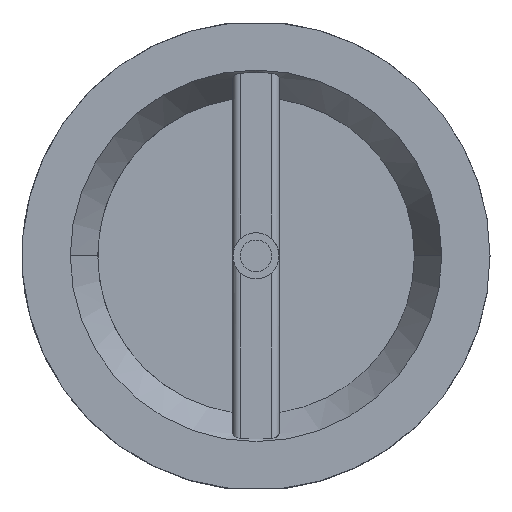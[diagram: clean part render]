
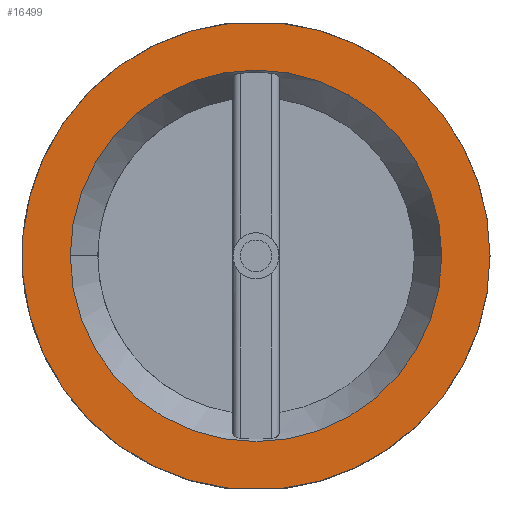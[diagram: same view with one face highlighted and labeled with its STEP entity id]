
A CAD part, top view. The second image highlights one B-rep face of the part: STEP entity #16499.
In plain terms, the highlighted planar face has unit normal (0, 0, 1).
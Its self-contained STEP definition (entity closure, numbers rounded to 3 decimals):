
#16 = CARTESIAN_POINT ( 'NONE',  ( 18., -161.5, 0. ) ) ;
#17 = DIRECTION ( 'NONE',  ( 1., 0., 0. ) ) ;
#18 = DIRECTION ( 'NONE',  ( 0., 0., 1. ) ) ;
#19 = CARTESIAN_POINT ( 'NONE',  ( 0., 0., 0. ) ) ;
#20 = AXIS2_PLACEMENT_3D ( 'NONE', #19, #18, #17 ) ;
#21 = CIRCLE ( 'NONE', #20, 162.5 ) ;
#277 = CARTESIAN_POINT ( 'NONE',  ( 162.5, 0., 0. ) ) ;
#3344 = CARTESIAN_POINT ( 'NONE',  ( 18., 161.5, 0. ) ) ;
#3647 = DIRECTION ( 'NONE',  ( 1., 0., 0. ) ) ;
#3649 = DIRECTION ( 'NONE',  ( 0., 0., 1. ) ) ;
#3651 = CARTESIAN_POINT ( 'NONE',  ( 0., 0., 0. ) ) ;
#3653 = AXIS2_PLACEMENT_3D ( 'NONE', #3651, #3649, #3647 ) ;
#3654 = CIRCLE ( 'NONE', #3653, 162.5 ) ;
#3727 = PLANE ( 'NONE',  #3832 ) ;
#3728 = FACE_BOUND ( 'NONE', #16568, .T. ) ;
#3730 = FACE_OUTER_BOUND ( 'NONE', #16500, .T. ) ;
#3732 = DIRECTION ( 'NONE',  ( 1., 0., 0. ) ) ;
#3734 = DIRECTION ( 'NONE',  ( 0., 0., 1. ) ) ;
#3736 = CARTESIAN_POINT ( 'NONE',  ( 0., 0., 0. ) ) ;
#3737 = AXIS2_PLACEMENT_3D ( 'NONE', #3736, #3734, #3732 ) ;
#3739 = CIRCLE ( 'NONE', #3737, 129. ) ;
#3816 = DIRECTION ( 'NONE',  ( -1., 0., 0. ) ) ;
#3817 = VECTOR ( 'NONE', #3816, 1000. ) ;
#3818 = CARTESIAN_POINT ( 'NONE',  ( -18., -161.5, 0. ) ) ;
#3819 = LINE ( 'NONE', #3818, #3817 ) ;
#3820 = CARTESIAN_POINT ( 'NONE',  ( -18., -161.5, 0. ) ) ;
#3821 = CARTESIAN_POINT ( 'NONE',  ( -18., 161.5, 0. ) ) ;
#3822 = DIRECTION ( 'NONE',  ( 1., 0., 0. ) ) ;
#3823 = DIRECTION ( 'NONE',  ( 0., 0., 1. ) ) ;
#3824 = AXIS2_PLACEMENT_3D ( 'NONE', #3833, #3823, #3822 ) ;
#3825 = CIRCLE ( 'NONE', #3824, 162.5 ) ;
#3828 = DIRECTION ( 'NONE',  ( -1., 0., 0. ) ) ;
#3829 = DIRECTION ( 'NONE',  ( 0., 0., -1. ) ) ;
#3831 = CARTESIAN_POINT ( 'NONE',  ( -129., 0., 0. ) ) ;
#3832 = AXIS2_PLACEMENT_3D ( 'NONE', #3831, #3829, #3828 ) ;
#3833 = CARTESIAN_POINT ( 'NONE',  ( 0., 0., 0. ) ) ;
#4073 = DIRECTION ( 'NONE',  ( 1., 0., 0. ) ) ;
#4074 = VECTOR ( 'NONE', #4073, 1000. ) ;
#4075 = CARTESIAN_POINT ( 'NONE',  ( -18., 161.5, 0. ) ) ;
#4111 = LINE ( 'NONE', #4075, #4074 ) ;
#11952 = CARTESIAN_POINT ( 'NONE',  ( 129., 0., 0. ) ) ;
#11965 = CARTESIAN_POINT ( 'NONE',  ( -129., 0., 0. ) ) ;
#12015 = DIRECTION ( 'NONE',  ( 1., 0., 0. ) ) ;
#12016 = DIRECTION ( 'NONE',  ( 0., 0., 1. ) ) ;
#12017 = CARTESIAN_POINT ( 'NONE',  ( 0., 0., 0. ) ) ;
#12018 = AXIS2_PLACEMENT_3D ( 'NONE', #12017, #12016, #12015 ) ;
#12019 = CIRCLE ( 'NONE', #12018, 129. ) ;
#15009 = VERTEX_POINT ( 'NONE', #11965 ) ;
#15019 = VERTEX_POINT ( 'NONE', #11952 ) ;
#15050 = EDGE_CURVE ( 'NONE', #15009, #15019, #12019, .T. ) ;
#15459 = EDGE_CURVE ( 'NONE', #15460, #15547, #21, .T. ) ;
#15460 = VERTEX_POINT ( 'NONE', #16 ) ;
#15547 = VERTEX_POINT ( 'NONE', #277 ) ;
#16393 = VERTEX_POINT ( 'NONE', #3344 ) ;
#16448 = EDGE_CURVE ( 'NONE', #15547, #16393, #3654, .T. ) ;
#16498 = EDGE_CURVE ( 'NONE', #15019, #15009, #3739, .T. ) ;
#16499 = ADVANCED_FACE ( 'NONE', ( #3730, #3728 ), #3727, .F. ) ;
#16500 = EDGE_LOOP ( 'NONE', ( #16501, #16505, #16507, #16508, #16565 ) ) ;
#16501 = ORIENTED_EDGE ( 'NONE', *, *, #16502, .T. ) ;
#16502 = EDGE_CURVE ( 'NONE', #16503, #16504, #3825, .T. ) ;
#16503 = VERTEX_POINT ( 'NONE', #3821 ) ;
#16504 = VERTEX_POINT ( 'NONE', #3820 ) ;
#16505 = ORIENTED_EDGE ( 'NONE', *, *, #16506, .F. ) ;
#16506 = EDGE_CURVE ( 'NONE', #15460, #16504, #3819, .T. ) ;
#16507 = ORIENTED_EDGE ( 'NONE', *, *, #15459, .T. ) ;
#16508 = ORIENTED_EDGE ( 'NONE', *, *, #16448, .T. ) ;
#16565 = ORIENTED_EDGE ( 'NONE', *, *, #16567, .F. ) ;
#16567 = EDGE_CURVE ( 'NONE', #16503, #16393, #4111, .T. ) ;
#16568 = EDGE_LOOP ( 'NONE', ( #16572, #16573 ) ) ;
#16572 = ORIENTED_EDGE ( 'NONE', *, *, #16498, .F. ) ;
#16573 = ORIENTED_EDGE ( 'NONE', *, *, #15050, .F. ) ;
